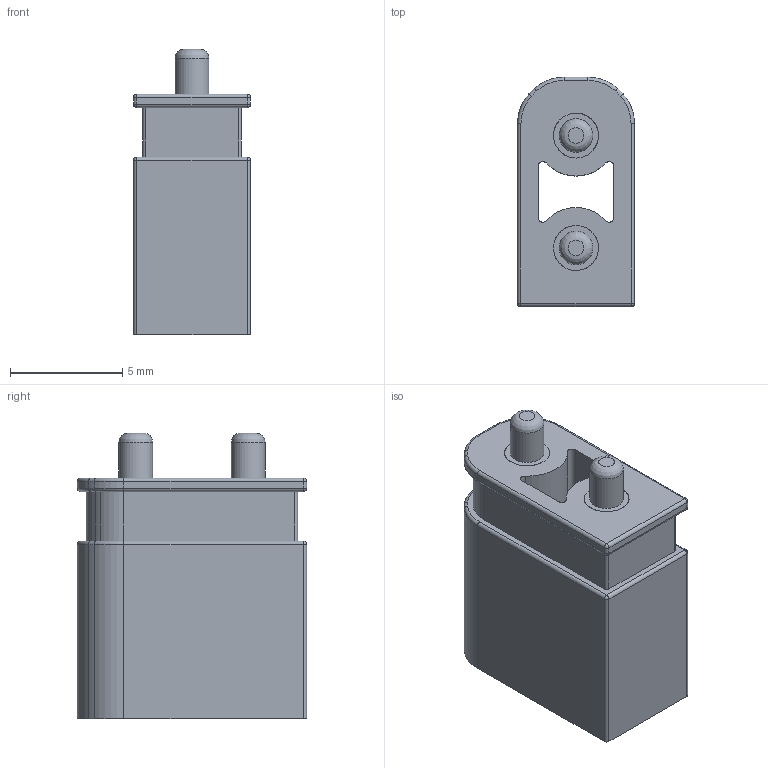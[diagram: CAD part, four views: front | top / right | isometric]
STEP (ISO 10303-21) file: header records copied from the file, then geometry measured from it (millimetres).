
FILE_DESCRIPTION(/* description */ ('STEP AP242','CAx-IF Rec.Pracs.---Representation and Presentation of Product Manufacturing Information (PMI)---4.0---2014-10-13','CAx-IF Rec.Pracs.---3D Tessellated Geometry---0.4---2014-09-14','2;1'),/* implementation_level */ '2;1');
FILE_NAME(/* name */ '6695dd7170ccb44bbb0885d2',/* time_stamp */ '2024-07-16T02:39:46Z',/* author */ (''),/* organization */ (''),/* preprocessor_version */ 'ST-DEVELOPER v20',/* originating_system */ ' ',/* authorisation */ ' ');
FILE_SCHEMA (('AP242_MANAGED_MODEL_BASED_3D_ENGINEERING_MIM_LF { 1 0 10303 442 1 1 4 }'));
Length unit declared in the file: metre
Products named in the file (4): Assembly; XT30UPB-M
Assembly tree (3 placements, depth 2):
  Assembly
    XT30UPB-M
    XT30UPB-M
    XT30UPB-M
Bounding box: 5.2 x 10.2 x 12.7 mm (x, y, z)
Volume: 270.2 mm3; surface area: 874.5 mm2
Topology: 3 solids, 3 shells, 143 faces, 360 edges, 222 vertices
Faces by surface type: plane 55, cylinder 52, torus 24, bspline 6, sphere 6
Full cylindrical faces by diameter (mm): 1.5 x2, 2 x2
Entity records: 6699 total; most frequent: CARTESIAN_POINT 2167, DIRECTION 778, ORIENTED_EDGE 684, EDGE_CURVE 342, AXIS2_PLACEMENT_3D 315, VERTEX_POINT 218, CIRCLE 174, EDGE_LOOP 162
